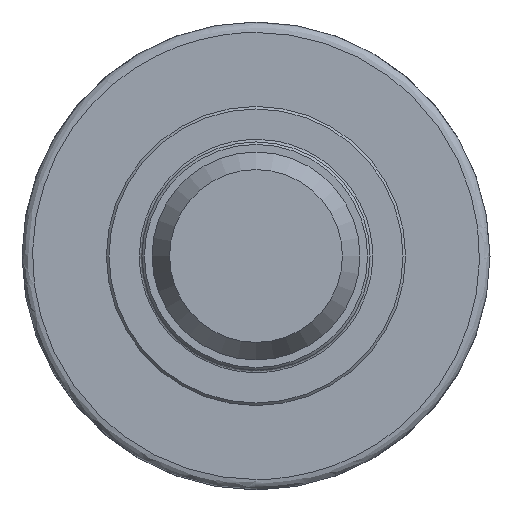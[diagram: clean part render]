
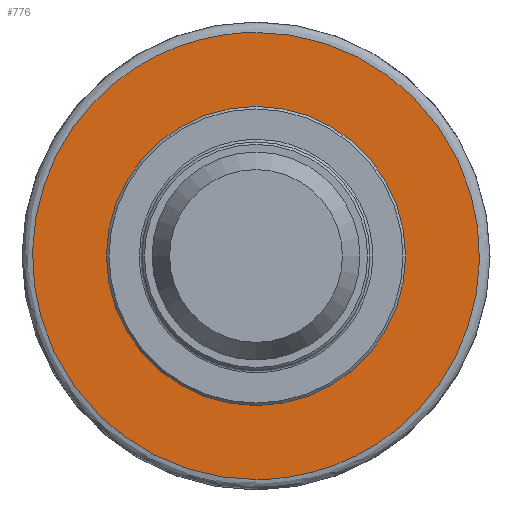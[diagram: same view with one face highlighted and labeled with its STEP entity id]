
A CAD part, left-side view. The second image highlights one B-rep face of the part: STEP entity #776.
In plain terms, the highlighted planar face has unit normal (-1, 0, 0).
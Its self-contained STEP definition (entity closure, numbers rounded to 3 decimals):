
#331 = EDGE_CURVE ( 'NONE', #1533, #1533, #609, .T. ) ;
#338 = EDGE_CURVE ( 'NONE', #1547, #1547, #757, .T. ) ;
#362 = AXIS2_PLACEMENT_3D ( 'NONE', #1102, #1103, #1104 ) ;
#420 = AXIS2_PLACEMENT_3D ( 'NONE', #1416, #1418, #1419 ) ;
#440 = EDGE_LOOP ( 'NONE', ( #528 ) ) ;
#447 = EDGE_LOOP ( 'NONE', ( #527 ) ) ;
#527 = ORIENTED_EDGE ( 'NONE', *, *, #331, .T. ) ;
#528 = ORIENTED_EDGE ( 'NONE', *, *, #338, .F. ) ;
#609 = CIRCLE ( 'NONE', #362, 27.65 ) ;
#711 = FACE_BOUND ( 'NONE', #447, .T. ) ;
#714 = FACE_OUTER_BOUND ( 'NONE', #440, .T. ) ;
#757 =( BOUNDED_CURVE ( )  B_SPLINE_CURVE ( 3, ( #1124, #1121, #1129, #1130, #1131, #1132, #1133 ),
 .UNSPECIFIED., .T., .F. ) 
 B_SPLINE_CURVE_WITH_KNOTS ( ( 4, 3, 4 ),
 ( 0., 0.5, 1. ),
 .UNSPECIFIED. ) 
 CURVE ( )  GEOMETRIC_REPRESENTATION_ITEM ( )  RATIONAL_B_SPLINE_CURVE ( ( 1., 0.333, 0.333, 1., 0.333, 0.333, 1. ) ) 
 REPRESENTATION_ITEM ( '' )  );
#776 = ADVANCED_FACE ( 'NONE', ( #711, #714 ), #1417, .T. ) ;
#1102 = CARTESIAN_POINT ( 'NONE',  ( 23.2, 0., 0. ) ) ;
#1103 = DIRECTION ( 'NONE',  ( 1., 0., 0. ) ) ;
#1104 = DIRECTION ( 'NONE',  ( 0., 1., 0. ) ) ;
#1121 = CARTESIAN_POINT ( 'NONE',  ( 23.2, -88.158, 44.079 ) ) ;
#1124 = CARTESIAN_POINT ( 'NONE',  ( 23.2, 0., 44.079 ) ) ;
#1129 = CARTESIAN_POINT ( 'NONE',  ( 23.2, -88.158, -44.079 ) ) ;
#1130 = CARTESIAN_POINT ( 'NONE',  ( 23.2, 0., -44.079 ) ) ;
#1131 = CARTESIAN_POINT ( 'NONE',  ( 23.2, 88.158, -44.079 ) ) ;
#1132 = CARTESIAN_POINT ( 'NONE',  ( 23.2, 88.158, 44.079 ) ) ;
#1133 = CARTESIAN_POINT ( 'NONE',  ( 23.2, 0., 44.079 ) ) ;
#1416 = CARTESIAN_POINT ( 'NONE',  ( 23.2, 0., 39.27 ) ) ;
#1417 = PLANE ( 'NONE',  #420 ) ;
#1418 = DIRECTION ( 'NONE',  ( -1., 0., 0. ) ) ;
#1419 = DIRECTION ( 'NONE',  ( 0., 0., 1. ) ) ;
#1533 = VERTEX_POINT ( 'NONE', #1534 ) ;
#1534 = CARTESIAN_POINT ( 'NONE',  ( 23.2, 27.65, 0. ) ) ;
#1547 = VERTEX_POINT ( 'NONE', #1548 ) ;
#1548 = CARTESIAN_POINT ( 'NONE',  ( 23.2, 0., 44.079 ) ) ;
